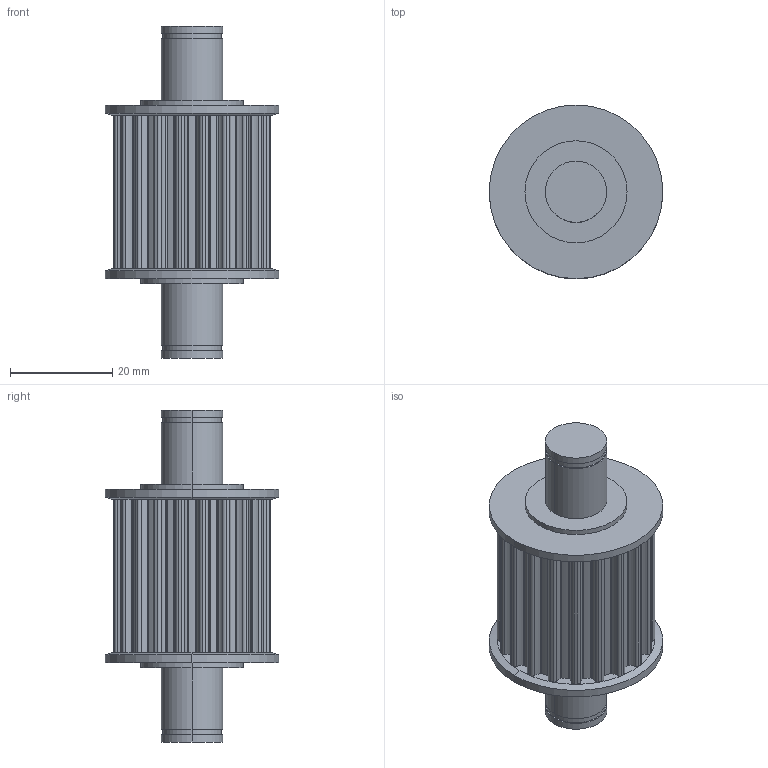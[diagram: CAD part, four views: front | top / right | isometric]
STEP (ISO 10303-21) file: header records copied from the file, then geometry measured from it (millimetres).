
FILE_DESCRIPTION (( 'STEP AP214' ), '1' );
FILE_NAME ('XSK5M-20Z-A25-DZ-12.STEP', '2019-09-02T06:15:46', ( 'Microsoft' ), ( 'Microsoft' ), 'SwSTEP 2.0', 'SolidWorks 2015', '' );
FILE_SCHEMA (( 'AUTOMOTIVE_DESIGN' ));
Length unit declared in the file: millimetre
Products named in the file (1): XSK5M-20Z-A25-DZ-12
Bounding box: 34 x 34 x 65 mm (x, y, z)
Volume: 27063.2 mm3; surface area: 7924.7 mm2
Topology: 1 solids, 1 shells, 217 faces, 611 edges, 406 vertices
Faces by surface type: cylinder 201, plane 12, cone 4
Entity records: 7293 total; most frequent: DIRECTION 1453, CARTESIAN_POINT 1235, ORIENTED_EDGE 1222, AXIS2_PLACEMENT_3D 624, EDGE_CURVE 611, CIRCLE 406, VERTEX_POINT 406, EDGE_LOOP 227
